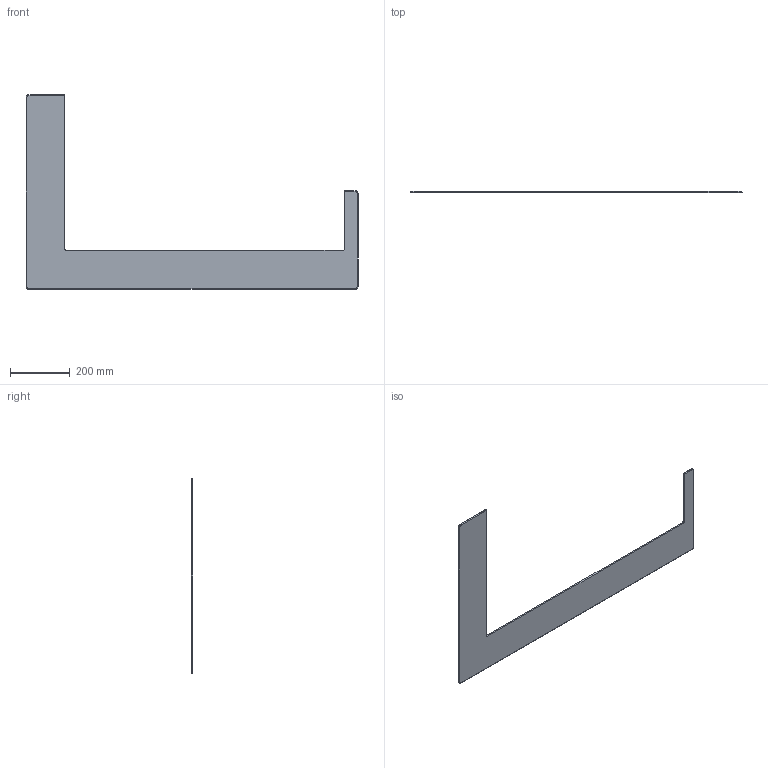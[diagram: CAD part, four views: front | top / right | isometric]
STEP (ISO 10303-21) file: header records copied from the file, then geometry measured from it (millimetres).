
FILE_DESCRIPTION (( 'STEP AP214' ), '1' );
FILE_NAME ('tole cheminée.STEP', '2023-02-22T21:16:06', ( '' ), ( '' ), 'SwSTEP 2.0', 'SolidWorks 2023', '' );
FILE_SCHEMA (( 'AUTOMOTIVE_DESIGN' ));
Length unit declared in the file: millimetre
Products named in the file (1): tole cheminée
Bounding box: 1110 x 5 x 650 mm (x, y, z)
Volume: 1098104 mm3; surface area: 456307.7 mm2
Topology: 1 solids, 1 shells, 25 faces, 61 edges, 38 vertices
Faces by surface type: cylinder 12, torus 8, plane 5
Entity records: 770 total; most frequent: DIRECTION 149, CARTESIAN_POINT 125, ORIENTED_EDGE 122, AXIS2_PLACEMENT_3D 62, EDGE_CURVE 61, VERTEX_POINT 38, CIRCLE 36, LINE 25
